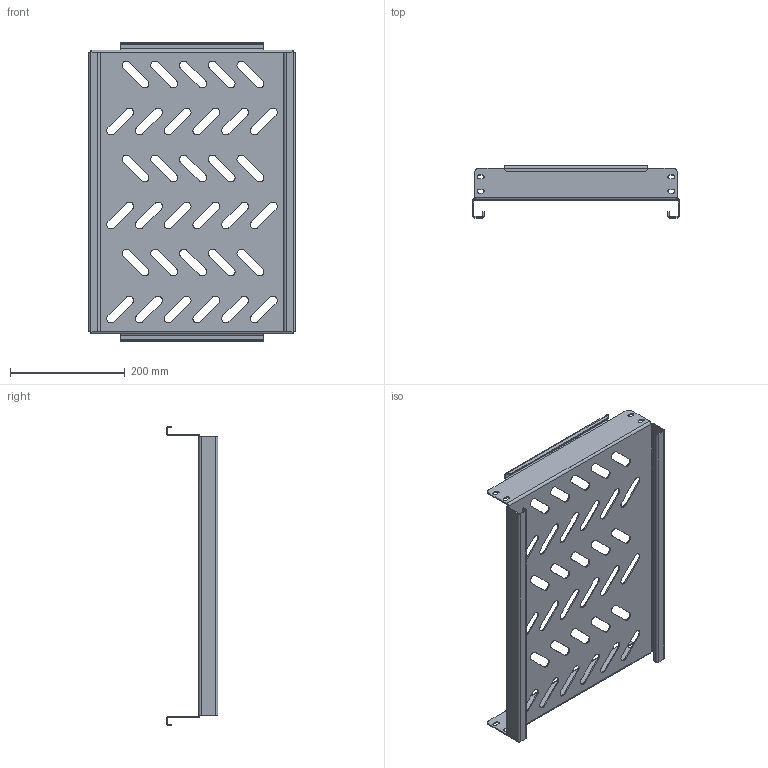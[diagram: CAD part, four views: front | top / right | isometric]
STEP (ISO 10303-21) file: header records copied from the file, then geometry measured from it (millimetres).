
FILE_DESCRIPTION (( 'STEP AP214' ), '1' );
FILE_NAME ('945.364.STEP', '2024-09-25T11:41:44', ( '' ), ( '' ), 'SwSTEP 2.0', 'SolidWorks 2021', '' );
FILE_SCHEMA (( 'AUTOMOTIVE_DESIGN' ));
Length unit declared in the file: millimetre
Products named in the file (1): 945.364
Bounding box: 360 x 90 x 520 mm (x, y, z)
Volume: 496485.2 mm3; surface area: 510439.9 mm2
Topology: 1 solids, 1 shells, 327 faces, 887 edges, 562 vertices
Faces by surface type: plane 160, cylinder 159, bspline 8
Entity records: 10869 total; most frequent: CARTESIAN_POINT 2277, DIRECTION 1805, ORIENTED_EDGE 1774, EDGE_CURVE 887, AXIS2_PLACEMENT_3D 638, VERTEX_POINT 562, VECTOR 529, LINE 529
